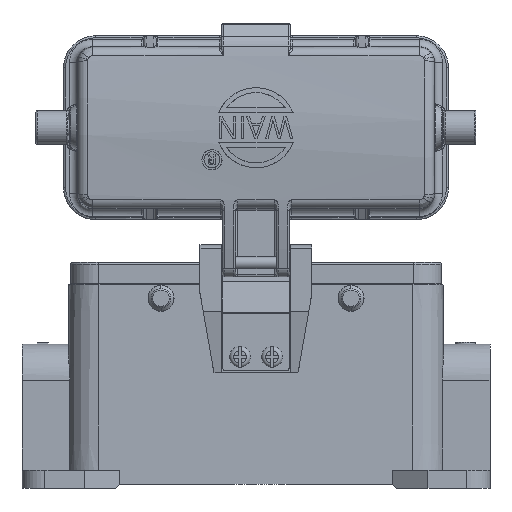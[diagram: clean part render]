
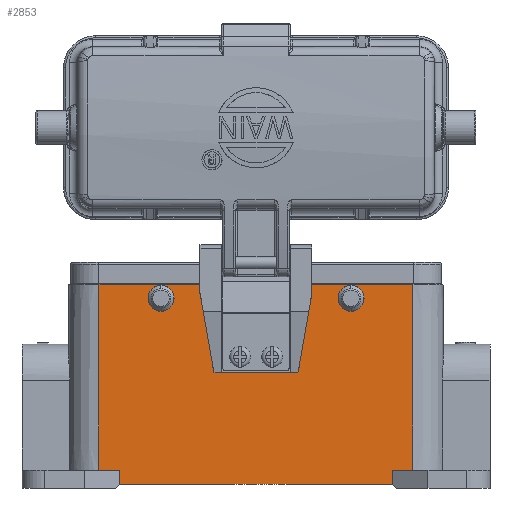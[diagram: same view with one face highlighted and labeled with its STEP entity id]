
A CAD part, front view. The second image highlights one B-rep face of the part: STEP entity #2853.
In plain terms, the highlighted planar face has unit normal (0, -1, 0.009).
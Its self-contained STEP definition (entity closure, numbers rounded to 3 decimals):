
#101=ELLIPSE('',#25187,1.5,1.5);
#102=ELLIPSE('',#25190,1.5,1.5);
#1427=FACE_BOUND('',#6234,.T.);
#1428=FACE_BOUND('',#6235,.T.);
#1429=FACE_BOUND('',#6236,.T.);
#1430=FACE_BOUND('',#6237,.T.);
#1431=FACE_BOUND('',#6238,.T.);
#1687=PLANE('',#25202);
#2853=ADVANCED_FACE('',(#1427,#1428,#1429,#1430,#1431),#1687,.T.);
#6234=EDGE_LOOP('',(#11246,#11247,#11248,#11249,#11250,#11251,#11252,#11253,
#11254,#11255,#11256,#11257));
#6235=EDGE_LOOP('',(#11258));
#6236=EDGE_LOOP('',(#11259));
#6237=EDGE_LOOP('',(#11260));
#6238=EDGE_LOOP('',(#11261));
#7536=CIRCLE('',#25156,1.5);
#7537=CIRCLE('',#25159,1.5);
#11246=ORIENTED_EDGE('',*,*,#18929,.T.);
#11247=ORIENTED_EDGE('',*,*,#18930,.T.);
#11248=ORIENTED_EDGE('',*,*,#18931,.F.);
#11249=ORIENTED_EDGE('',*,*,#18932,.T.);
#11250=ORIENTED_EDGE('',*,*,#18933,.F.);
#11251=ORIENTED_EDGE('',*,*,#18928,.T.);
#11252=ORIENTED_EDGE('',*,*,#18934,.F.);
#11253=ORIENTED_EDGE('',*,*,#18935,.T.);
#11254=ORIENTED_EDGE('',*,*,#18936,.T.);
#11255=ORIENTED_EDGE('',*,*,#18937,.T.);
#11256=ORIENTED_EDGE('',*,*,#18938,.F.);
#11257=ORIENTED_EDGE('',*,*,#18939,.F.);
#11258=ORIENTED_EDGE('',*,*,#18906,.T.);
#11259=ORIENTED_EDGE('',*,*,#18904,.T.);
#11260=ORIENTED_EDGE('',*,*,#18876,.F.);
#11261=ORIENTED_EDGE('',*,*,#18874,.F.);
#16093=VERTEX_POINT('',#43937);
#16095=VERTEX_POINT('',#43942);
#16122=VERTEX_POINT('',#44063);
#16124=VERTEX_POINT('',#44068);
#16137=VERTEX_POINT('',#44096);
#16143=VERTEX_POINT('',#44112);
#16144=VERTEX_POINT('',#44116);
#16145=VERTEX_POINT('',#44117);
#16146=VERTEX_POINT('',#44119);
#16147=VERTEX_POINT('',#44121);
#16148=VERTEX_POINT('',#44123);
#16149=VERTEX_POINT('',#44126);
#16150=VERTEX_POINT('',#44128);
#16151=VERTEX_POINT('',#44130);
#16152=VERTEX_POINT('',#44132);
#16153=VERTEX_POINT('',#44134);
#18874=EDGE_CURVE('',#16093,#16093,#7536,.T.);
#18876=EDGE_CURVE('',#16095,#16095,#7537,.T.);
#18904=EDGE_CURVE('',#16122,#16122,#101,.T.);
#18906=EDGE_CURVE('',#16124,#16124,#102,.T.);
#18928=EDGE_CURVE('',#16137,#16143,#21511,.T.);
#18929=EDGE_CURVE('',#16144,#16145,#21512,.T.);
#18930=EDGE_CURVE('',#16145,#16146,#21513,.T.);
#18931=EDGE_CURVE('',#16147,#16146,#21514,.T.);
#18932=EDGE_CURVE('',#16147,#16148,#21515,.T.);
#18933=EDGE_CURVE('',#16137,#16148,#21516,.T.);
#18934=EDGE_CURVE('',#16149,#16143,#21517,.T.);
#18935=EDGE_CURVE('',#16149,#16150,#21518,.T.);
#18936=EDGE_CURVE('',#16150,#16151,#21519,.T.);
#18937=EDGE_CURVE('',#16151,#16152,#21520,.T.);
#18938=EDGE_CURVE('',#16153,#16152,#21521,.T.);
#18939=EDGE_CURVE('',#16144,#16153,#21522,.T.);
#21511=LINE('',#44113,#23150);
#21512=LINE('',#44115,#23151);
#21513=LINE('',#44118,#23152);
#21514=LINE('',#44120,#23153);
#21515=LINE('',#44122,#23154);
#21516=LINE('',#44124,#23155);
#21517=LINE('',#44125,#23156);
#21518=LINE('',#44127,#23157);
#21519=LINE('',#44129,#23158);
#21520=LINE('',#44131,#23159);
#21521=LINE('',#44133,#23160);
#21522=LINE('',#44135,#23161);
#23150=VECTOR('',#29316,1.);
#23151=VECTOR('',#29319,1.);
#23152=VECTOR('',#29320,1.);
#23153=VECTOR('',#29321,1.);
#23154=VECTOR('',#29322,1.);
#23155=VECTOR('',#29323,1.);
#23156=VECTOR('',#29324,1.);
#23157=VECTOR('',#29325,1.);
#23158=VECTOR('',#29326,1.);
#23159=VECTOR('',#29327,1.);
#23160=VECTOR('',#29328,1.);
#23161=VECTOR('',#29329,1.);
#25156=AXIS2_PLACEMENT_3D('',#43936,#29205,#29206);
#25159=AXIS2_PLACEMENT_3D('',#43941,#29211,#29212);
#25187=AXIS2_PLACEMENT_3D('',#44062,#29273,#29274);
#25190=AXIS2_PLACEMENT_3D('',#44067,#29279,#29280);
#25202=AXIS2_PLACEMENT_3D('',#44136,#29330,#29331);
#29205=DIRECTION('',(0.,-1.,0.009));
#29206=DIRECTION('',(1.,0.,0.));
#29211=DIRECTION('',(0.,-1.,0.009));
#29212=DIRECTION('',(1.,0.,0.));
#29273=DIRECTION('',(0.,1.,-0.009));
#29274=DIRECTION('',(0.,0.009,1.));
#29279=DIRECTION('',(0.,1.,-0.009));
#29280=DIRECTION('',(0.,0.009,1.));
#29316=DIRECTION('',(0.,0.009,1.));
#29319=DIRECTION('',(-1.,0.,0.));
#29320=DIRECTION('',(0.,-0.009,-1.));
#29321=DIRECTION('',(-1.,0.,0.));
#29322=DIRECTION('',(0.,-0.009,-1.));
#29323=DIRECTION('',(-1.,0.,0.));
#29324=DIRECTION('',(-1.,0.,0.));
#29325=DIRECTION('',(0.,0.009,1.));
#29326=DIRECTION('',(-1.,0.,0.));
#29327=DIRECTION('',(0.,-0.009,-1.));
#29328=DIRECTION('',(1.,0.,0.));
#29329=DIRECTION('',(0.,-0.009,-1.));
#29330=DIRECTION('',(0.,-1.,0.009));
#29331=DIRECTION('',(-1.,0.,0.));
#43936=CARTESIAN_POINT('',(4.,-21.66,6.212));
#43937=CARTESIAN_POINT('',(5.5,-21.66,6.212));
#43941=CARTESIAN_POINT('',(-4.,-21.66,6.212));
#43942=CARTESIAN_POINT('',(-2.5,-21.66,6.212));
#44062=CARTESIAN_POINT('',(23.75,-21.531,21.));
#44063=CARTESIAN_POINT('',(23.75,-21.517,22.5));
#44067=CARTESIAN_POINT('',(-23.75,-21.531,21.));
#44068=CARTESIAN_POINT('',(-23.75,-21.517,22.5));
#44096=CARTESIAN_POINT('',(34.,-21.936,-25.5));
#44112=CARTESIAN_POINT('',(34.,-21.906,-22.));
#44113=CARTESIAN_POINT('',(34.,-21.936,-25.5));
#44115=CARTESIAN_POINT('',(-1.6,-21.5,24.5));
#44116=CARTESIAN_POINT('',(-1.6,-21.5,24.5));
#44117=CARTESIAN_POINT('',(-39.25,-21.5,24.5));
#44118=CARTESIAN_POINT('',(-39.25,-21.5,24.5));
#44119=CARTESIAN_POINT('',(-39.25,-21.906,-22.));
#44120=CARTESIAN_POINT('',(-34.,-21.906,-22.));
#44121=CARTESIAN_POINT('',(-34.,-21.906,-22.));
#44122=CARTESIAN_POINT('',(-34.,-21.906,-22.));
#44123=CARTESIAN_POINT('',(-34.,-21.936,-25.5));
#44124=CARTESIAN_POINT('',(34.,-21.936,-25.5));
#44125=CARTESIAN_POINT('',(39.25,-21.906,-22.));
#44126=CARTESIAN_POINT('',(39.25,-21.906,-22.));
#44127=CARTESIAN_POINT('',(39.25,-21.906,-22.));
#44128=CARTESIAN_POINT('',(39.25,-21.5,24.5));
#44129=CARTESIAN_POINT('',(39.25,-21.5,24.5));
#44130=CARTESIAN_POINT('',(1.6,-21.5,24.5));
#44131=CARTESIAN_POINT('',(1.6,-21.5,24.5));
#44132=CARTESIAN_POINT('',(1.6,-21.526,21.5));
#44133=CARTESIAN_POINT('',(-1.6,-21.526,21.5));
#44134=CARTESIAN_POINT('',(-1.6,-21.526,21.5));
#44135=CARTESIAN_POINT('',(-1.6,-21.5,24.5));
#44136=CARTESIAN_POINT('',(-41.628,-21.5,24.5));
